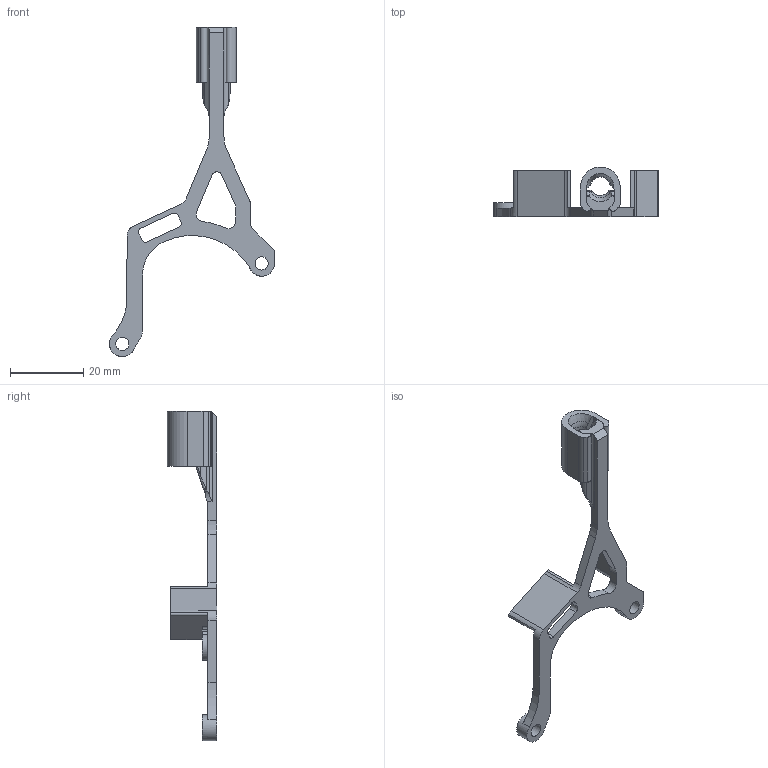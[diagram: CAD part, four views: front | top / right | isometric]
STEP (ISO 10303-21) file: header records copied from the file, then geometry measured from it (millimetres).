
FILE_DESCRIPTION(/* description */ (''),/* implementation_level */ '2;1');
FILE_NAME(/* name */ 'Orbitool O2S Wire restrain.step',/* time_stamp */ '2025-04-23T22:08:04+03:00',/* author */ (''),/* organization */ (''),/* preprocessor_version */ 'ST-DEVELOPER v20.1',/* originating_system */ 'Autodesk Translation Framework v14.4.0.0',/* authorisation */ '');
FILE_SCHEMA (('AUTOMOTIVE_DESIGN { 1 0 10303 214 3 1 1 }'));
Length unit declared in the file: millimetre
Products named in the file (3): Orbitool O2S Wire restrain; O2S WirerestrainBody; O2S Wirestrain_Lock
Assembly tree (2 placements, depth 2):
  Orbitool O2S Wire restrain
    O2S WirerestrainBody
    O2S Wirestrain_Lock
Bounding box: 44.94 x 13.45 x 89.66 mm (x, y, z)
Volume: 3422.3 mm3; surface area: 4233.2 mm2
Topology: 2 solids, 2 shells, 162 faces, 449 edges, 291 vertices
Faces by surface type: plane 71, cylinder 60, bspline 23, torus 4, cone 4
Full cylindrical faces by diameter (mm): 3.638 x2, 7 x1
Entity records: 6025 total; most frequent: CARTESIAN_POINT 1820, ORIENTED_EDGE 898, DIRECTION 829, EDGE_CURVE 449, AXIS2_PLACEMENT_3D 296, VERTEX_POINT 291, LINE 237, VECTOR 237
